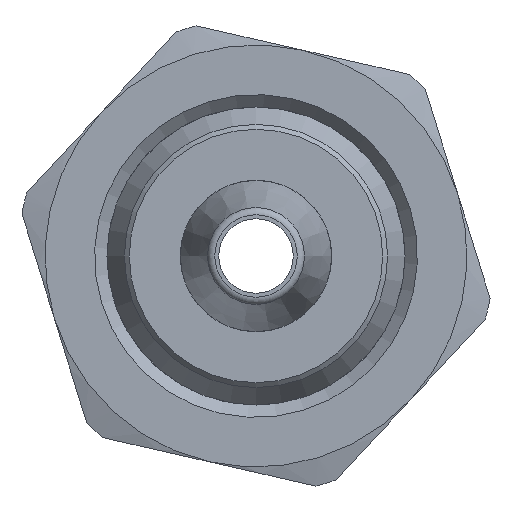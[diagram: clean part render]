
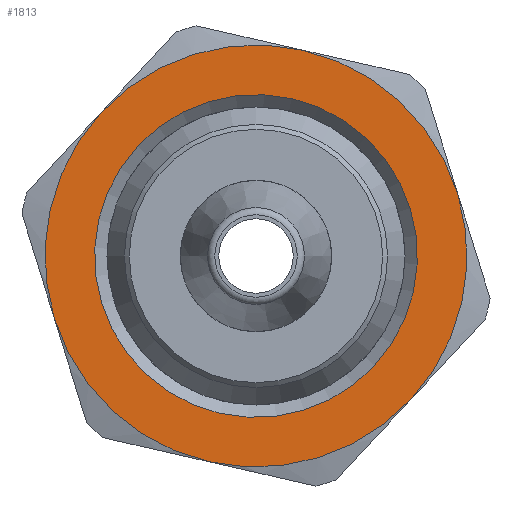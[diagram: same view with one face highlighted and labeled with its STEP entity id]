
A CAD part, left-side view. The second image highlights one B-rep face of the part: STEP entity #1813.
In plain terms, the highlighted planar face has unit normal (-1, 0, 0).
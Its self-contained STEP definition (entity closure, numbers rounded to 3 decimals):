
#1717=CARTESIAN_POINT('',(0.0,6.5,0.));
#1718=VERTEX_POINT('',#1717);
#1719=CARTESIAN_POINT('',(0.0,0.0,0.0));
#1720=DIRECTION('',(-1.0,0.0,0.0));
#1721=DIRECTION('',(0.0,-1.0,0.0));
#1722=AXIS2_PLACEMENT_3D('',#1719,#1720,#1721);
#1723=CIRCLE('',#1722,6.5);
#1724=EDGE_CURVE('',#1718,#1718,#1723,.T.);
#1749=CARTESIAN_POINT('',(0.0,7.25,0.0));
#1750=DIRECTION('',(-1.0,0.0,0.0));
#1751=DIRECTION('',(0.0,0.0,1.0));
#1752=AXIS2_PLACEMENT_3D('',#1749,#1750,#1751);
#1753=PLANE('',#1752);
#1754=CARTESIAN_POINT('',(0.0,8.5,0.0));
#1755=VERTEX_POINT('',#1754);
#1756=CARTESIAN_POINT('',(0.0,4.25,7.361));
#1757=VERTEX_POINT('',#1756);
#1758=CARTESIAN_POINT('',(0.0,0.0,0.0));
#1759=DIRECTION('',(1.0,0.0,0.0));
#1760=DIRECTION('',(0.0,1.0,0.0));
#1761=AXIS2_PLACEMENT_3D('',#1758,#1759,#1760);
#1762=CIRCLE('',#1761,8.5);
#1763=EDGE_CURVE('',#1755,#1757,#1762,.T.);
#1764=ORIENTED_EDGE('',*,*,#1763,.F.);
#1765=CARTESIAN_POINT('',(0.0,4.25,-7.361));
#1766=VERTEX_POINT('',#1765);
#1767=CARTESIAN_POINT('',(0.0,0.0,0.0));
#1768=DIRECTION('',(1.0,0.0,0.0));
#1769=DIRECTION('',(0.0,1.0,0.0));
#1770=AXIS2_PLACEMENT_3D('',#1767,#1768,#1769);
#1771=CIRCLE('',#1770,8.5);
#1772=EDGE_CURVE('',#1766,#1755,#1771,.T.);
#1773=ORIENTED_EDGE('',*,*,#1772,.F.);
#1774=CARTESIAN_POINT('',(0.0,-4.25,-7.361));
#1775=VERTEX_POINT('',#1774);
#1776=CARTESIAN_POINT('',(0.0,0.0,0.0));
#1777=DIRECTION('',(1.0,0.0,0.0));
#1778=DIRECTION('',(0.0,1.0,0.0));
#1779=AXIS2_PLACEMENT_3D('',#1776,#1777,#1778);
#1780=CIRCLE('',#1779,8.5);
#1781=EDGE_CURVE('',#1775,#1766,#1780,.T.);
#1782=ORIENTED_EDGE('',*,*,#1781,.F.);
#1783=CARTESIAN_POINT('',(0.0,-8.5,0.));
#1784=VERTEX_POINT('',#1783);
#1785=CARTESIAN_POINT('',(0.0,0.0,0.0));
#1786=DIRECTION('',(1.0,0.0,0.0));
#1787=DIRECTION('',(0.0,1.0,0.0));
#1788=AXIS2_PLACEMENT_3D('',#1785,#1786,#1787);
#1789=CIRCLE('',#1788,8.5);
#1790=EDGE_CURVE('',#1784,#1775,#1789,.T.);
#1791=ORIENTED_EDGE('',*,*,#1790,.F.);
#1792=CARTESIAN_POINT('',(0.0,-4.25,7.361));
#1793=VERTEX_POINT('',#1792);
#1794=CARTESIAN_POINT('',(0.0,0.0,0.0));
#1795=DIRECTION('',(1.0,0.0,0.0));
#1796=DIRECTION('',(0.0,1.0,0.0));
#1797=AXIS2_PLACEMENT_3D('',#1794,#1795,#1796);
#1798=CIRCLE('',#1797,8.5);
#1799=EDGE_CURVE('',#1793,#1784,#1798,.T.);
#1800=ORIENTED_EDGE('',*,*,#1799,.F.);
#1801=CARTESIAN_POINT('',(0.0,0.0,0.0));
#1802=DIRECTION('',(1.0,0.0,0.0));
#1803=DIRECTION('',(0.0,1.0,0.0));
#1804=AXIS2_PLACEMENT_3D('',#1801,#1802,#1803);
#1805=CIRCLE('',#1804,8.5);
#1806=EDGE_CURVE('',#1757,#1793,#1805,.T.);
#1807=ORIENTED_EDGE('',*,*,#1806,.F.);
#1808=EDGE_LOOP('',(#1764,#1773,#1782,#1791,#1800,#1807));
#1809=FACE_OUTER_BOUND('',#1808,.T.);
#1810=ORIENTED_EDGE('',*,*,#1724,.F.);
#1811=EDGE_LOOP('',(#1810));
#1812=FACE_BOUND('',#1811,.T.);
#1813=ADVANCED_FACE('',(#1809,#1812),#1753,.T.);
